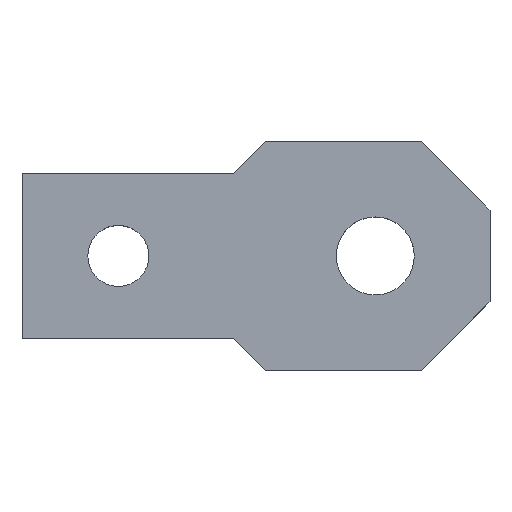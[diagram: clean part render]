
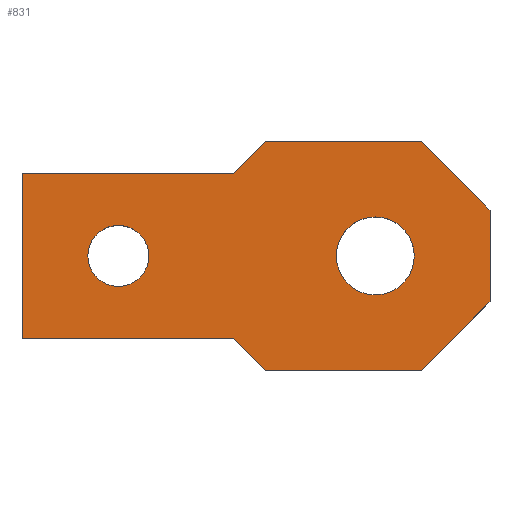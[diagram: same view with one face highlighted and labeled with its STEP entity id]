
A CAD part, top view. The second image highlights one B-rep face of the part: STEP entity #831.
In plain terms, the highlighted planar face has unit normal (0, 0, 1).
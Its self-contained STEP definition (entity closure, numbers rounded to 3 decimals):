
#499=VERTEX_POINT('',#1458);
#509=VERTEX_POINT('',#1470);
#563=VERTEX_POINT('',#1532);
#581=VERTEX_POINT('',#1551);
#613=EDGE_CURVE('',#809,#789,#1591,.T.);
#621=VERTEX_POINT('',#1599);
#645=EDGE_CURVE('',#581,#1331,#1624,.T.);
#695=VERTEX_POINT('',#1678);
#723=EDGE_CURVE('',#1157,#911,#1708,.T.);
#769=EDGE_CURVE('',#509,#581,#1759,.T.);
#771=EDGE_CURVE('',#695,#1301,#1761,.T.);
#779=VERTEX_POINT('',#1770);
#789=VERTEX_POINT('',#1781);
#803=EDGE_CURVE('',#1331,#499,#1795,.T.);
#809=VERTEX_POINT('',#1801);
#831=ADVANCED_FACE('',(#1827,#1828,#1829),#1830,.T.);
#869=EDGE_CURVE('',#621,#509,#1872,.T.);
#879=EDGE_CURVE('',#1105,#621,#1882,.T.);
#911=VERTEX_POINT('',#1920);
#1059=EDGE_CURVE('',#1301,#695,#2081,.T.);
#1105=VERTEX_POINT('',#2130);
#1123=EDGE_CURVE('',#911,#1105,#2149,.T.);
#1157=VERTEX_POINT('',#2186);
#1273=EDGE_CURVE('',#789,#809,#2314,.T.);
#1301=VERTEX_POINT('',#2345);
#1331=VERTEX_POINT('',#2376);
#1343=EDGE_CURVE('',#563,#1157,#2389,.T.);
#1367=EDGE_CURVE('',#779,#563,#2417,.T.);
#1413=EDGE_CURVE('',#499,#779,#2468,.T.);
#1458=CARTESIAN_POINT('',(40.5,-5.0,10.0));
#1470=CARTESIAN_POINT('',(16.,12.5,10.0));
#1532=CARTESIAN_POINT('',(16.,-12.5,10.0));
#1551=CARTESIAN_POINT('',(33.,12.5,10.0));
#1591=CIRCLE('',#2673,4.25);
#1599=CARTESIAN_POINT('',(12.5,9.,10.0));
#1624=LINE('',#2715,#2716);
#1678=CARTESIAN_POINT('',(-3.324,0.,10.0));
#1708=LINE('',#2824,#2825);
#1759=LINE('',#2891,#2892);
#1761=CIRCLE('',#2895,3.324);
#1770=CARTESIAN_POINT('',(33.,-12.5,10.0));
#1781=CARTESIAN_POINT('',(32.25,0.,10.0));
#1795=LINE('',#2940,#2941);
#1801=CARTESIAN_POINT('',(23.75,0.,10.0));
#1827=FACE_BOUND('',#2982,.T.);
#1828=FACE_BOUND('',#2983,.T.);
#1829=FACE_OUTER_BOUND('',#2984,.T.);
#1830=PLANE('',#2985);
#1872=LINE('',#3038,#3039);
#1882=LINE('',#3053,#3054);
#1920=CARTESIAN_POINT('',(-10.5,-9.,10.0));
#2081=CIRCLE('',#3318,3.324);
#2130=CARTESIAN_POINT('',(-10.5,9.,10.0));
#2149=LINE('',#3408,#3409);
#2186=CARTESIAN_POINT('',(12.5,-9.,10.0));
#2314=CIRCLE('',#3620,4.25);
#2345=CARTESIAN_POINT('',(3.324,0.,10.0));
#2376=CARTESIAN_POINT('',(40.5,5.,10.0));
#2389=LINE('',#3724,#3725);
#2417=LINE('',#3759,#3760);
#2468=LINE('',#3826,#3827);
#2673=AXIS2_PLACEMENT_3D('',#4078,#4079,#4080);
#2715=CARTESIAN_POINT('',(40.5,5.,10.0));
#2716=VECTOR('',#4103,1.0);
#2824=CARTESIAN_POINT('',(-10.5,-9.,10.0));
#2825=VECTOR('',#4196,1.0);
#2891=CARTESIAN_POINT('',(33.,12.5,10.0));
#2892=VECTOR('',#4262,1.0);
#2895=AXIS2_PLACEMENT_3D('',#4263,#4264,#4265);
#2940=CARTESIAN_POINT('',(40.5,-5.0,10.0));
#2941=VECTOR('',#4302,1.0);
#2982=EDGE_LOOP('',(#4351,#4352));
#2983=EDGE_LOOP('',(#4353,#4354));
#2984=EDGE_LOOP('',(#4355,#4356,#4357,#4358,#4359,#4360,#4361,#4362,#4363,#4364));
#2985=AXIS2_PLACEMENT_3D('',#4365,#4366,#4367);
#3038=CARTESIAN_POINT('',(16.,12.5,10.0));
#3039=VECTOR('',#4424,1.0);
#3053=CARTESIAN_POINT('',(12.5,9.,10.0));
#3054=VECTOR('',#4429,1.0);
#3318=AXIS2_PLACEMENT_3D('',#4710,#4711,#4712);
#3408=CARTESIAN_POINT('',(-10.5,9.,10.0));
#3409=VECTOR('',#4790,1.0);
#3620=AXIS2_PLACEMENT_3D('',#5005,#5006,#5007);
#3724=CARTESIAN_POINT('',(12.5,-9.,10.0));
#3725=VECTOR('',#5102,1.0);
#3759=CARTESIAN_POINT('',(16.,-12.5,10.0));
#3760=VECTOR('',#5144,1.0);
#3826=CARTESIAN_POINT('',(33.,-12.5,10.0));
#3827=VECTOR('',#5209,1.0);
#4078=CARTESIAN_POINT('',(28.0,0.,10.0));
#4079=DIRECTION('',(0.0,0.0,-1.0));
#4080=DIRECTION('',(1.0,0.0,0.0));
#4103=DIRECTION('',(0.707,-0.707,0.0));
#4196=DIRECTION('',(-1.0,0.0,0.0));
#4262=DIRECTION('',(1.0,0.0,0.0));
#4263=CARTESIAN_POINT('',(0.0,0.,10.0));
#4264=DIRECTION('',(0.0,0.0,-1.0));
#4265=DIRECTION('',(1.0,0.0,0.0));
#4302=DIRECTION('',(0.0,-1.0,0.0));
#4351=ORIENTED_EDGE('',*,*,#771,.T.);
#4352=ORIENTED_EDGE('',*,*,#1059,.T.);
#4353=ORIENTED_EDGE('',*,*,#613,.T.);
#4354=ORIENTED_EDGE('',*,*,#1273,.T.);
#4355=ORIENTED_EDGE('',*,*,#1413,.F.);
#4356=ORIENTED_EDGE('',*,*,#803,.F.);
#4357=ORIENTED_EDGE('',*,*,#645,.F.);
#4358=ORIENTED_EDGE('',*,*,#769,.F.);
#4359=ORIENTED_EDGE('',*,*,#869,.F.);
#4360=ORIENTED_EDGE('',*,*,#879,.F.);
#4361=ORIENTED_EDGE('',*,*,#1123,.F.);
#4362=ORIENTED_EDGE('',*,*,#723,.F.);
#4363=ORIENTED_EDGE('',*,*,#1343,.F.);
#4364=ORIENTED_EDGE('',*,*,#1367,.F.);
#4365=CARTESIAN_POINT('',(14.489,0.,10.0));
#4366=DIRECTION('',(0.0,0.0,1.0));
#4367=DIRECTION('',(1.0,0.0,0.0));
#4424=DIRECTION('',(0.707,0.707,0.0));
#4429=DIRECTION('',(1.0,0.0,0.0));
#4710=CARTESIAN_POINT('',(0.0,0.,10.0));
#4711=DIRECTION('',(0.0,0.0,-1.0));
#4712=DIRECTION('',(1.0,0.0,0.0));
#4790=DIRECTION('',(0.0,1.0,0.0));
#5005=CARTESIAN_POINT('',(28.0,0.,10.0));
#5006=DIRECTION('',(0.0,0.0,-1.0));
#5007=DIRECTION('',(1.0,0.0,0.0));
#5102=DIRECTION('',(-0.707,0.707,0.0));
#5144=DIRECTION('',(-1.0,0.0,0.0));
#5209=DIRECTION('',(-0.707,-0.707,0.0));
